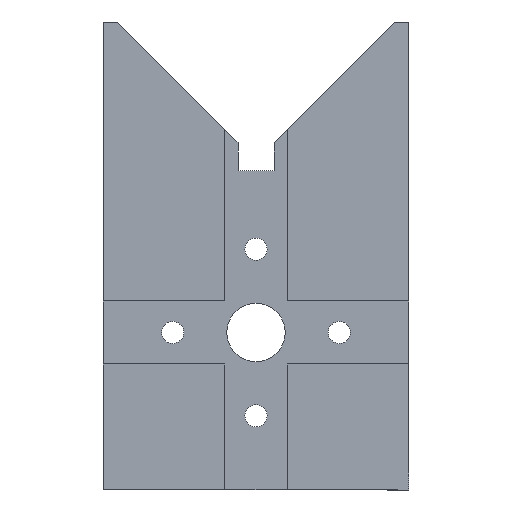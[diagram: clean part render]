
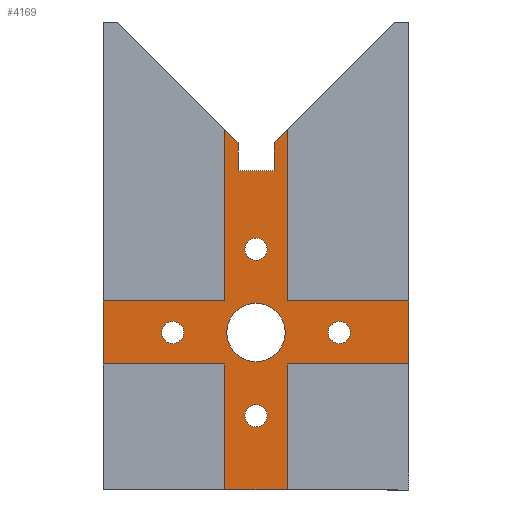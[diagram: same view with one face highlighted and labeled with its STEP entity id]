
A CAD part, front view. The second image highlights one B-rep face of the part: STEP entity #4169.
In plain terms, the highlighted planar face has unit normal (0, -1, 0).
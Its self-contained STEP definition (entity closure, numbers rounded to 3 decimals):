
#2163=VERTEX_POINT('',#6413);
#2233=EDGE_CURVE('',#2639,#5781,#6489,.T.);
#2307=EDGE_CURVE('',#6283,#2953,#6573,.T.);
#2313=VERTEX_POINT('',#6580);
#2329=EDGE_CURVE('',#2313,#3163,#6599,.T.);
#2393=VERTEX_POINT('',#6672);
#2441=EDGE_CURVE('',#5163,#5781,#6724,.T.);
#2533=EDGE_CURVE('',#3039,#3333,#6823,.T.);
#2551=EDGE_CURVE('',#5775,#5935,#6843,.T.);
#2639=VERTEX_POINT('',#6945);
#2781=VERTEX_POINT('',#7110);
#2809=VERTEX_POINT('',#7141);
#2845=EDGE_CURVE('',#2639,#5607,#7178,.T.);
#2867=EDGE_CURVE('',#5935,#5775,#7204,.T.);
#2953=VERTEX_POINT('',#7297);
#2965=EDGE_CURVE('',#3163,#2313,#7309,.T.);
#3039=VERTEX_POINT('',#7393);
#3061=EDGE_CURVE('',#4627,#2809,#7418,.T.);
#3163=VERTEX_POINT('',#7532);
#3173=EDGE_CURVE('',#2953,#4869,#7544,.T.);
#3261=VERTEX_POINT('',#7640);
#3265=VERTEX_POINT('',#7645);
#3333=VERTEX_POINT('',#7717);
#3545=EDGE_CURVE('',#2809,#4627,#7955,.T.);
#3717=EDGE_CURVE('',#5737,#2781,#8154,.T.);
#3875=EDGE_CURVE('',#3265,#3261,#8330,.T.);
#3935=EDGE_CURVE('',#5983,#6283,#8397,.T.);
#3939=EDGE_CURVE('',#4869,#3265,#8401,.T.);
#3973=EDGE_CURVE('',#2393,#5925,#8440,.T.);
#4029=EDGE_CURVE('',#5607,#5983,#8503,.T.);
#4157=EDGE_CURVE('',#5279,#5163,#8648,.T.);
#4169=ADVANCED_FACE('',(#8664,#8665,#8666,#8667,#8668,#8669),#8670,.F.);
#4449=EDGE_CURVE('',#5465,#5275,#8990,.T.);
#4455=EDGE_CURVE('',#5279,#5465,#8996,.T.);
#4527=EDGE_CURVE('',#5925,#2393,#9071,.T.);
#4627=VERTEX_POINT('',#9184);
#4805=EDGE_CURVE('',#2781,#5737,#9382,.T.);
#4813=EDGE_CURVE('',#3039,#2163,#9391,.T.);
#4869=VERTEX_POINT('',#9454);
#5017=EDGE_CURVE('',#2163,#5275,#9624,.T.);
#5163=VERTEX_POINT('',#9790);
#5275=VERTEX_POINT('',#9917);
#5279=VERTEX_POINT('',#9921);
#5465=VERTEX_POINT('',#10128);
#5607=VERTEX_POINT('',#10287);
#5737=VERTEX_POINT('',#10433);
#5775=VERTEX_POINT('',#10474);
#5781=VERTEX_POINT('',#10481);
#5925=VERTEX_POINT('',#10646);
#5935=VERTEX_POINT('',#10656);
#5983=VERTEX_POINT('',#10709);
#6109=EDGE_CURVE('',#3261,#3333,#10846,.T.);
#6283=VERTEX_POINT('',#11046);
#6413=CARTESIAN_POINT('',(34.0,4.,42.0));
#6489=LINE('',#11270,#11271);
#6573=LINE('',#11379,#11380);
#6580=CARTESIAN_POINT('',(20.965,4.,35.));
#6599=CIRCLE('',#11412,2.465);
#6672=CARTESIAN_POINT('',(-2.465,4.,16.5));
#6724=LINE('',#11574,#11575);
#6823=LINE('',#11711,#11712);
#6843=CIRCLE('',#11738,6.5);
#6945=CARTESIAN_POINT('',(-34.0,4.,28.0));
#7110=CARTESIAN_POINT('',(-16.035,4.,35.));
#7141=CARTESIAN_POINT('',(2.465,4.,53.5));
#7178=LINE('',#12160,#12161);
#7204=CIRCLE('',#12193,6.5);
#7297=CARTESIAN_POINT('',(-4.0,4.,77.159));
#7309=CIRCLE('',#12337,2.465);
#7393=CARTESIAN_POINT('',(7.0,4.,42.0));
#7418=CIRCLE('',#12476,2.465);
#7532=CARTESIAN_POINT('',(16.035,4.,35.0));
#7544=LINE('',#12638,#12639);
#7640=CARTESIAN_POINT('',(4.0,4.,77.159));
#7645=CARTESIAN_POINT('',(4.0,4.,71.));
#7717=CARTESIAN_POINT('',(7.0,4.,80.159));
#7955=CIRCLE('',#13176,2.465);
#8154=CIRCLE('',#13432,2.465);
#8330=LINE('',#13661,#13662);
#8397=LINE('',#13758,#13759);
#8401=LINE('',#13766,#13767);
#8440=CIRCLE('',#13821,2.465);
#8503=LINE('',#13899,#13900);
#8648=LINE('',#14085,#14086);
#8664=FACE_BOUND('',#14103,.T.);
#8665=FACE_BOUND('',#14104,.T.);
#8666=FACE_BOUND('',#14105,.T.);
#8667=FACE_BOUND('',#14106,.T.);
#8668=FACE_OUTER_BOUND('',#14107,.T.);
#8669=FACE_BOUND('',#14108,.T.);
#8670=PLANE('',#14109);
#8990=LINE('',#14517,#14518);
#8996=LINE('',#14527,#14528);
#9071=CIRCLE('',#14628,2.465);
#9184=CARTESIAN_POINT('',(-2.465,4.,53.5));
#9382=CIRCLE('',#15033,2.465);
#9391=LINE('',#15046,#15047);
#9454=CARTESIAN_POINT('',(-4.0,4.,71.));
#9624=LINE('',#15349,#15350);
#9790=CARTESIAN_POINT('',(-7.0,4.,0.));
#9917=CARTESIAN_POINT('',(34.0,4.,28.0));
#9921=CARTESIAN_POINT('',(7.0,4.,0.));
#10128=CARTESIAN_POINT('',(7.0,4.,28.0));
#10287=CARTESIAN_POINT('',(-34.0,4.,42.0));
#10433=CARTESIAN_POINT('',(-20.965,4.,35.0));
#10474=CARTESIAN_POINT('',(-6.5,4.,35.0));
#10481=CARTESIAN_POINT('',(-7.0,4.,28.0));
#10646=CARTESIAN_POINT('',(2.465,4.,16.5));
#10656=CARTESIAN_POINT('',(6.5,4.,35.0));
#10709=CARTESIAN_POINT('',(-7.0,4.,42.0));
#10846=LINE('',#16933,#16934);
#11046=CARTESIAN_POINT('',(-7.0,4.,80.159));
#11270=CARTESIAN_POINT('',(-35.,4.,28.0));
#11271=VECTOR('',#17448,1.0);
#11379=CARTESIAN_POINT('',(-2.96,4.,76.12));
#11380=VECTOR('',#17573,1.0);
#11412=AXIS2_PLACEMENT_3D('',#17616,#17617,#17618);
#11574=CARTESIAN_POINT('',(-7.0,4.,0.));
#11575=VECTOR('',#17787,1.0);
#11711=CARTESIAN_POINT('',(7.0,4.,0.));
#11712=VECTOR('',#17902,1.0);
#11738=AXIS2_PLACEMENT_3D('',#17934,#17935,#17936);
#12160=CARTESIAN_POINT('',(-34.0,4.,73.0));
#12161=VECTOR('',#18413,1.0);
#12193=AXIS2_PLACEMENT_3D('',#18456,#18457,#18458);
#12337=AXIS2_PLACEMENT_3D('',#18584,#18585,#18586);
#12476=AXIS2_PLACEMENT_3D('',#18748,#18749,#18750);
#12638=CARTESIAN_POINT('',(-4.0,4.,56.5));
#12639=VECTOR('',#18923,1.0);
#13176=AXIS2_PLACEMENT_3D('',#19439,#19440,#19441);
#13432=AXIS2_PLACEMENT_3D('',#19729,#19730,#19731);
#13661=CARTESIAN_POINT('',(4.0,4.,59.58));
#13662=VECTOR('',#19962,1.0);
#13758=CARTESIAN_POINT('',(-7.0,4.,0.));
#13759=VECTOR('',#20058,1.0);
#13766=CARTESIAN_POINT('',(-15.5,4.,71.));
#13767=VECTOR('',#20060,1.0);
#13821=AXIS2_PLACEMENT_3D('',#20118,#20119,#20120);
#13899=CARTESIAN_POINT('',(-35.,4.,42.0));
#13900=VECTOR('',#20209,1.0);
#14085=CARTESIAN_POINT('',(-34.5,4.,0.0));
#14086=VECTOR('',#20423,1.0);
#14103=EDGE_LOOP('',(#20460,#20461));
#14104=EDGE_LOOP('',(#20462,#20463));
#14105=EDGE_LOOP('',(#20464,#20465));
#14106=EDGE_LOOP('',(#20466,#20467));
#14107=EDGE_LOOP('',(#20468,#20469,#20470,#20471,#20472,#20473,#20474,#20475,#20476,#20477,#20478,#20479,#20480,#20481,#20482,#20483));
#14108=EDGE_LOOP('',(#20484,#20485));
#14109=AXIS2_PLACEMENT_3D('',#20486,#20487,#20488);
#14517=CARTESIAN_POINT('',(-35.,4.,28.0));
#14518=VECTOR('',#20961,1.0);
#14527=CARTESIAN_POINT('',(7.0,4.,0.));
#14528=VECTOR('',#20968,1.0);
#14628=AXIS2_PLACEMENT_3D('',#21050,#21051,#21052);
#15033=AXIS2_PLACEMENT_3D('',#21496,#21497,#21498);
#15046=CARTESIAN_POINT('',(-35.,4.,42.0));
#15047=VECTOR('',#21511,1.0);
#15349=CARTESIAN_POINT('',(34.0,4.,21.0));
#15350=VECTOR('',#21868,1.0);
#16933=CARTESIAN_POINT('',(-1.12,4.,72.04));
#16934=VECTOR('',#23515,1.0);
#17448=DIRECTION('',(1.0,0.0,0.0));
#17573=DIRECTION('',(0.707,0.0,-0.707));
#17616=CARTESIAN_POINT('',(18.5,4.,35.0));
#17617=DIRECTION('',(0.0,1.0,0.0));
#17618=DIRECTION('',(-1.0,0.0,0.));
#17787=DIRECTION('',(0.0,0.,1.0));
#17902=DIRECTION('',(0.0,0.,1.0));
#17934=CARTESIAN_POINT('',(0.,4.,35.0));
#17935=DIRECTION('',(0.0,-1.0,0.0));
#17936=DIRECTION('',(-1.0,0.0,0.0));
#18413=DIRECTION('',(0.0,0.0,1.0));
#18456=CARTESIAN_POINT('',(0.,4.,35.0));
#18457=DIRECTION('',(0.0,-1.0,0.0));
#18458=DIRECTION('',(-1.0,0.0,0.0));
#18584=CARTESIAN_POINT('',(18.5,4.,35.0));
#18585=DIRECTION('',(0.0,1.0,0.0));
#18586=DIRECTION('',(-1.0,0.0,0.));
#18748=CARTESIAN_POINT('',(0.,4.,53.5));
#18749=DIRECTION('',(0.0,1.0,0.0));
#18750=DIRECTION('',(-1.0,0.0,0.));
#18923=DIRECTION('',(0.0,0.0,-1.0));
#19439=CARTESIAN_POINT('',(0.,4.,53.5));
#19440=DIRECTION('',(0.0,1.0,0.0));
#19441=DIRECTION('',(-1.0,0.0,0.));
#19729=CARTESIAN_POINT('',(-18.5,4.,35.0));
#19730=DIRECTION('',(0.0,1.0,0.0));
#19731=DIRECTION('',(-1.0,0.0,0.));
#19962=DIRECTION('',(0.0,0.0,1.0));
#20058=DIRECTION('',(0.0,0.,1.0));
#20060=DIRECTION('',(1.0,0.0,0.));
#20118=CARTESIAN_POINT('',(0.,4.,16.5));
#20119=DIRECTION('',(0.0,1.0,0.0));
#20120=DIRECTION('',(-1.0,0.0,0.));
#20209=DIRECTION('',(1.0,0.0,0.0));
#20423=DIRECTION('',(-1.0,0.0,0.));
#20460=ORIENTED_EDGE('',*,*,#2329,.T.);
#20461=ORIENTED_EDGE('',*,*,#2965,.T.);
#20462=ORIENTED_EDGE('',*,*,#4805,.T.);
#20463=ORIENTED_EDGE('',*,*,#3717,.T.);
#20464=ORIENTED_EDGE('',*,*,#4527,.T.);
#20465=ORIENTED_EDGE('',*,*,#3973,.T.);
#20466=ORIENTED_EDGE('',*,*,#3545,.T.);
#20467=ORIENTED_EDGE('',*,*,#3061,.T.);
#20468=ORIENTED_EDGE('',*,*,#6109,.F.);
#20469=ORIENTED_EDGE('',*,*,#3875,.F.);
#20470=ORIENTED_EDGE('',*,*,#3939,.F.);
#20471=ORIENTED_EDGE('',*,*,#3173,.F.);
#20472=ORIENTED_EDGE('',*,*,#2307,.F.);
#20473=ORIENTED_EDGE('',*,*,#3935,.F.);
#20474=ORIENTED_EDGE('',*,*,#4029,.F.);
#20475=ORIENTED_EDGE('',*,*,#2845,.F.);
#20476=ORIENTED_EDGE('',*,*,#2233,.T.);
#20477=ORIENTED_EDGE('',*,*,#2441,.F.);
#20478=ORIENTED_EDGE('',*,*,#4157,.F.);
#20479=ORIENTED_EDGE('',*,*,#4455,.T.);
#20480=ORIENTED_EDGE('',*,*,#4449,.T.);
#20481=ORIENTED_EDGE('',*,*,#5017,.F.);
#20482=ORIENTED_EDGE('',*,*,#4813,.F.);
#20483=ORIENTED_EDGE('',*,*,#2533,.T.);
#20484=ORIENTED_EDGE('',*,*,#2867,.F.);
#20485=ORIENTED_EDGE('',*,*,#2551,.F.);
#20486=CARTESIAN_POINT('',(-35.,4.,42.0));
#20487=DIRECTION('',(0.0,1.0,0.0));
#20488=DIRECTION('',(-1.0,0.0,0.0));
#20961=DIRECTION('',(1.0,0.0,0.0));
#20968=DIRECTION('',(0.0,0.,1.0));
#21050=CARTESIAN_POINT('',(0.,4.,16.5));
#21051=DIRECTION('',(0.0,1.0,0.0));
#21052=DIRECTION('',(-1.0,0.0,0.));
#21496=CARTESIAN_POINT('',(-18.5,4.,35.0));
#21497=DIRECTION('',(0.0,1.0,0.0));
#21498=DIRECTION('',(-1.0,0.0,0.));
#21511=DIRECTION('',(1.0,0.0,0.0));
#21868=DIRECTION('',(0.0,0.0,-1.0));
#23515=DIRECTION('',(0.707,0.0,0.707));
